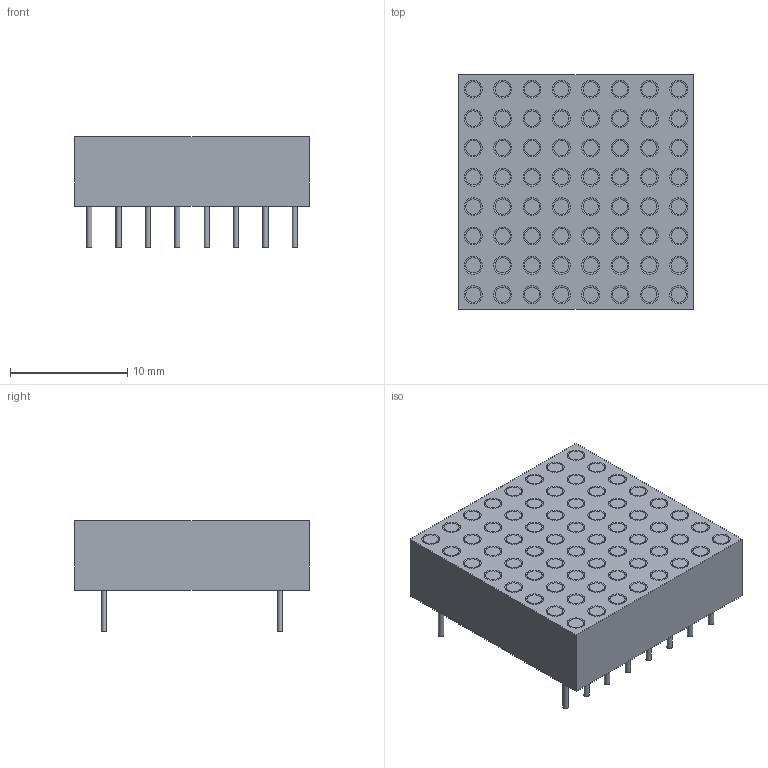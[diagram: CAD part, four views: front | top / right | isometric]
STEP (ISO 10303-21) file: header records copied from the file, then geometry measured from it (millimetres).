
FILE_DESCRIPTION(('FreeCAD Model'),'2;1');
FILE_NAME('Led_Matrix_A-788BS.step','2017-06-15T14:35:48',( 'Author'),(''),'Open CASCADE STEP processor 6.8','FreeCAD','Unknown' );
FILE_SCHEMA(('AUTOMOTIVE_DESIGN_CC2 { 1 2 10303 214 -1 1 5 4 }'));
Length unit declared in the file: millimetre
Products named in the file (2): ASSEMBLY; Final
Assembly tree (1 placements, depth 2):
  ASSEMBLY
    Final
Bounding box: 20 x 20 x 9.4 mm (x, y, z)
Volume: 2366.8 mm3; surface area: 1351.9 mm2
Topology: 1 solids, 1 shells, 166 faces, 252 edges, 168 vertices
Faces by surface type: plane 86, torus 64, cylinder 16
Full cylindrical faces by diameter (mm): 0.45 x16
Entity records: 8593 total; most frequent: CARTESIAN_POINT 2084, DIRECTION 1044, ORIENTED_EDGE 504, PCURVE 504, DEFINITIONAL_REPRESENTATION 504, AXIS2_PLACEMENT_3D 392, EDGE_CURVE 252, FACE_BOUND 246
